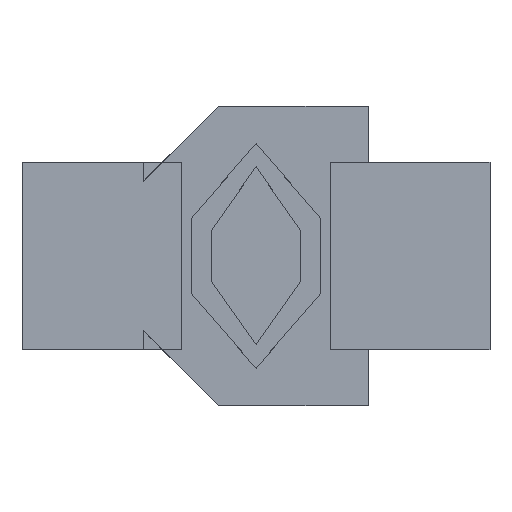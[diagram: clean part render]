
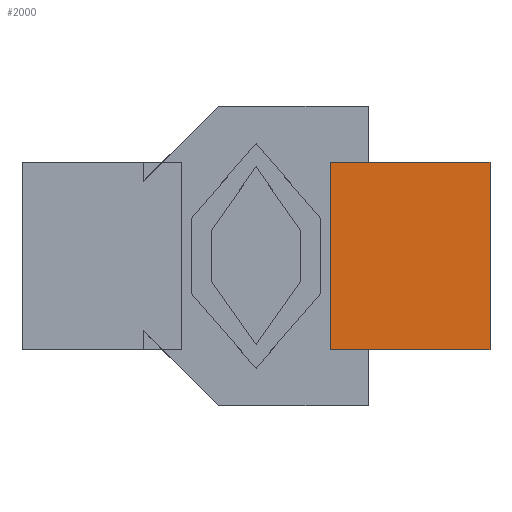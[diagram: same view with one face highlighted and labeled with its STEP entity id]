
A CAD part, top view. The second image highlights one B-rep face of the part: STEP entity #2000.
In plain terms, the highlighted planar face has unit normal (0, 0, 1).
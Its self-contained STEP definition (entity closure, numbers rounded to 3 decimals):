
#2000=ADVANCED_FACE($,(#2006),#2001,.F.);
#2001=PLANE($,#2002);
#2002=AXIS2_PLACEMENT_3D($,#2003,#2004,#2005);
#2003=CARTESIAN_POINT('Origin',(0.800,-1.000,0.010));
#2004=DIRECTION('center_axis',(0.000,0.000,-1.000));
#2005=DIRECTION('ref_axis',(0.000,1.000,0.000));
#2006=FACE_OUTER_BOUND($,#2007,.T.);
#2007=EDGE_LOOP($,(#2008,#2018,#2028,#2038));
#2008=ORIENTED_EDGE($,*,*,#2009,.F.);
#2009=EDGE_CURVE($,#2010,#2012,#2014,.T.);
#2010=VERTEX_POINT($,#2011);
#2011=CARTESIAN_POINT('',(2.500,-1.000,0.010));
#2012=VERTEX_POINT($,#2013);
#2013=CARTESIAN_POINT('',(0.800,-1.000,0.010));
#2014=LINE($,#2015,#2016);
#2015=CARTESIAN_POINT($,(2.500,-1.000,0.010));
#2016=VECTOR($,#2017,1.7);
#2017=DIRECTION($,(-1.000,0.000,0.000));
#2018=ORIENTED_EDGE($,*,*,#2019,.F.);
#2019=EDGE_CURVE($,#2020,#2022,#2024,.T.);
#2020=VERTEX_POINT($,#2021);
#2021=CARTESIAN_POINT('',(2.500,1.000,0.010));
#2022=VERTEX_POINT($,#2011);
#2024=LINE($,#2025,#2026);
#2025=CARTESIAN_POINT($,(2.500,1.000,0.010));
#2026=VECTOR($,#2027,2.);
#2027=DIRECTION($,(0.000,-1.000,0.000));
#2028=ORIENTED_EDGE($,*,*,#2029,.F.);
#2029=EDGE_CURVE($,#2030,#2032,#2034,.T.);
#2030=VERTEX_POINT($,#2031);
#2031=CARTESIAN_POINT('',(0.800,1.000,0.010));
#2032=VERTEX_POINT($,#2021);
#2034=LINE($,#2035,#2036);
#2035=CARTESIAN_POINT($,(0.800,1.000,0.010));
#2036=VECTOR($,#2037,1.7);
#2037=DIRECTION($,(1.000,0.000,0.000));
#2038=ORIENTED_EDGE($,*,*,#2039,.F.);
#2039=EDGE_CURVE($,#2040,#2042,#2044,.T.);
#2040=VERTEX_POINT($,#2013);
#2042=VERTEX_POINT($,#2031);
#2044=LINE($,#2045,#2046);
#2045=CARTESIAN_POINT($,(0.800,-1.000,0.010));
#2046=VECTOR($,#2047,2.);
#2047=DIRECTION($,(0.000,1.000,0.000));
